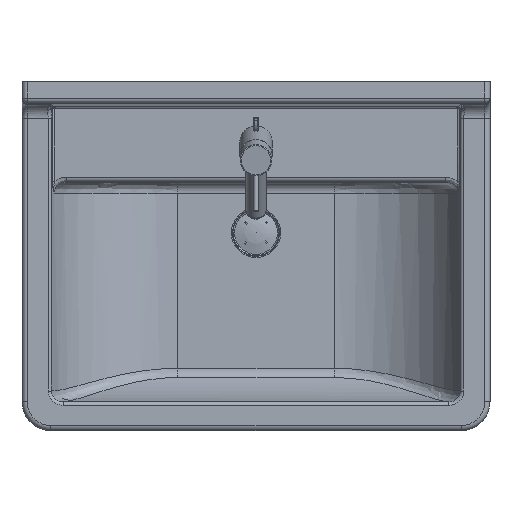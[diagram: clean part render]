
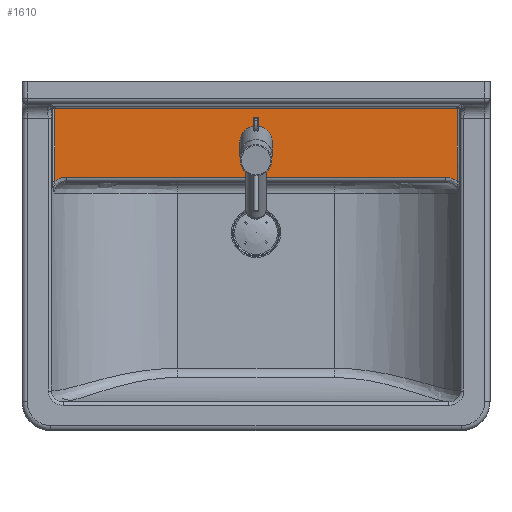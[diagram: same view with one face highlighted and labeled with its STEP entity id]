
A CAD part, top view. The second image highlights one B-rep face of the part: STEP entity #1610.
In plain terms, the highlighted planar face has unit normal (0, 0, 1).
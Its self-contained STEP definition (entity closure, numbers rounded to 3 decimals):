
#1506=CARTESIAN_POINT('',(302.699,-59.536,172.0));
#1507=VERTEX_POINT('',#1506);
#1508=CARTESIAN_POINT('',(282.199,-59.536,172.0));
#1509=DIRECTION('',(0.0,0.0,1.0));
#1510=DIRECTION('',(-1.0,0.0,0.0));
#1511=AXIS2_PLACEMENT_3D('',#1508,#1509,#1510);
#1512=CIRCLE('',#1511,20.5);
#1513=EDGE_CURVE('',#1507,#1507,#1512,.T.);
#1518=CARTESIAN_POINT('',(282.199,-62.565,172.0));
#1519=DIRECTION('',(0.0,0.0,1.0));
#1520=DIRECTION('',(1.0,0.0,0.0));
#1521=AXIS2_PLACEMENT_3D('',#1518,#1519,#1520);
#1522=PLANE('',#1521);
#1523=CARTESIAN_POINT('',(561.623,-12.765,172.));
#1524=VERTEX_POINT('',#1523);
#1525=CARTESIAN_POINT('',(561.623,-113.948,172.0));
#1526=VERTEX_POINT('',#1525);
#1527=CARTESIAN_POINT('',(561.623,-12.765,172.));
#1528=DIRECTION('',(0.,-1.0,0.));
#1529=VECTOR('',#1528,101.183);
#1530=LINE('',#1527,#1529);
#1531=EDGE_CURVE('',#1524,#1526,#1530,.T.);
#1532=ORIENTED_EDGE('',*,*,#1531,.F.);
#1533=CARTESIAN_POINT('',(561.308,-12.72,172.0));
#1534=VERTEX_POINT('',#1533);
#1535=CARTESIAN_POINT('',(561.308,-12.72,172.0));
#1536=CARTESIAN_POINT('',(561.414,-12.72,172.0));
#1537=CARTESIAN_POINT('',(561.521,-12.735,172.));
#1538=CARTESIAN_POINT('',(561.623,-12.765,172.0));
#1539=B_SPLINE_CURVE_WITH_KNOTS('',3,(#1535,#1536,#1537,#1538),.UNSPECIFIED.,.F.,.U.,(4,4),(-0.032,0.),.UNSPECIFIED.);
#1540=EDGE_CURVE('',#1534,#1524,#1539,.T.);
#1541=ORIENTED_EDGE('',*,*,#1540,.F.);
#1542=CARTESIAN_POINT('',(3.09,-12.72,172.0));
#1543=VERTEX_POINT('',#1542);
#1544=CARTESIAN_POINT('',(3.09,-12.72,172.0));
#1545=DIRECTION('',(1.0,0.0,0.0));
#1546=VECTOR('',#1545,558.218);
#1547=LINE('',#1544,#1546);
#1548=EDGE_CURVE('',#1543,#1534,#1547,.T.);
#1549=ORIENTED_EDGE('',*,*,#1548,.F.);
#1550=CARTESIAN_POINT('',(2.775,-12.765,172.0));
#1551=VERTEX_POINT('',#1550);
#1552=CARTESIAN_POINT('',(2.775,-12.765,172.0));
#1553=CARTESIAN_POINT('',(2.877,-12.735,172.0));
#1554=CARTESIAN_POINT('',(2.984,-12.72,172.0));
#1555=CARTESIAN_POINT('',(3.09,-12.72,172.0));
#1556=B_SPLINE_CURVE_WITH_KNOTS('',3,(#1552,#1553,#1554,#1555),.UNSPECIFIED.,.F.,.U.,(4,4),(-0.032,0.),.UNSPECIFIED.);
#1557=EDGE_CURVE('',#1551,#1543,#1556,.T.);
#1558=ORIENTED_EDGE('',*,*,#1557,.F.);
#1559=CARTESIAN_POINT('',(2.775,-113.948,172.0));
#1560=VERTEX_POINT('',#1559);
#1561=CARTESIAN_POINT('',(2.775,-113.948,172.0));
#1562=DIRECTION('',(0.,1.0,0.0));
#1563=VECTOR('',#1562,101.183);
#1564=LINE('',#1561,#1563);
#1565=EDGE_CURVE('',#1560,#1551,#1564,.T.);
#1566=ORIENTED_EDGE('',*,*,#1565,.F.);
#1567=CARTESIAN_POINT('',(19.144,-108.065,172.0));
#1568=VERTEX_POINT('',#1567);
#1569=CARTESIAN_POINT('',(19.144,-108.065,172.0));
#1570=CARTESIAN_POINT('',(18.289,-108.065,172.0));
#1571=CARTESIAN_POINT('',(16.57,-108.148,172.));
#1572=CARTESIAN_POINT('',(14.002,-108.524,172.));
#1573=CARTESIAN_POINT('',(11.906,-109.049,172.));
#1574=CARTESIAN_POINT('',(10.272,-109.594,172.));
#1575=CARTESIAN_POINT('',(7.883,-110.527,172.));
#1576=CARTESIAN_POINT('',(5.311,-111.935,172.));
#1577=CARTESIAN_POINT('',(3.347,-113.459,172.));
#1578=CARTESIAN_POINT('',(2.776,-113.949,172.));
#1579=B_SPLINE_CURVE_WITH_KNOTS('',3,(#1569,#1570,#1571,#1572,#1573,#1574,#1575,#1576,#1577,#1578),.UNSPECIFIED.,.F.,.U.,(4,1,1,1,1,1,1,4),(0.,0.257,0.513,0.77,0.898,1.026,1.539,1.764),.UNSPECIFIED.);
#1580=EDGE_CURVE('',#1568,#1560,#1579,.T.);
#1581=ORIENTED_EDGE('',*,*,#1580,.F.);
#1582=CARTESIAN_POINT('',(545.254,-108.065,172.0));
#1583=VERTEX_POINT('',#1582);
#1584=CARTESIAN_POINT('',(545.254,-108.065,172.0));
#1585=DIRECTION('',(-1.0,0.0,0.0));
#1586=VECTOR('',#1585,526.11);
#1587=LINE('',#1584,#1586);
#1588=EDGE_CURVE('',#1583,#1568,#1587,.T.);
#1589=ORIENTED_EDGE('',*,*,#1588,.F.);
#1590=CARTESIAN_POINT('',(561.622,-113.948,172.));
#1591=CARTESIAN_POINT('',(561.378,-113.739,172.));
#1592=CARTESIAN_POINT('',(560.795,-113.26,172.));
#1593=CARTESIAN_POINT('',(559.496,-112.295,172.));
#1594=CARTESIAN_POINT('',(557.657,-111.152,172.));
#1595=CARTESIAN_POINT('',(555.72,-110.217,172.));
#1596=CARTESIAN_POINT('',(554.126,-109.594,172.));
#1597=CARTESIAN_POINT('',(552.492,-109.05,172.));
#1598=CARTESIAN_POINT('',(550.396,-108.525,172.));
#1599=CARTESIAN_POINT('',(547.828,-108.148,172.));
#1600=CARTESIAN_POINT('',(546.109,-108.065,172.0));
#1601=CARTESIAN_POINT('',(545.254,-108.065,172.0));
#1602=B_SPLINE_CURVE_WITH_KNOTS('',3,(#1590,#1591,#1592,#1593,#1594,#1595,#1596,#1597,#1598,#1599,#1600,#1601),.UNSPECIFIED.,.F.,.U.,(4,1,1,1,1,1,1,1,1,4),(2.538,2.635,2.763,3.019,3.276,3.404,3.533,3.789,4.046,4.302),.UNSPECIFIED.);
#1603=EDGE_CURVE('',#1526,#1583,#1602,.T.);
#1604=ORIENTED_EDGE('',*,*,#1603,.F.);
#1605=EDGE_LOOP('',(#1532,#1541,#1549,#1558,#1566,#1581,#1589,#1604));
#1606=FACE_OUTER_BOUND('',#1605,.T.);
#1607=ORIENTED_EDGE('',*,*,#1513,.F.);
#1608=EDGE_LOOP('',(#1607));
#1609=FACE_BOUND('',#1608,.T.);
#1610=ADVANCED_FACE('',(#1606,#1609),#1522,.T.);
